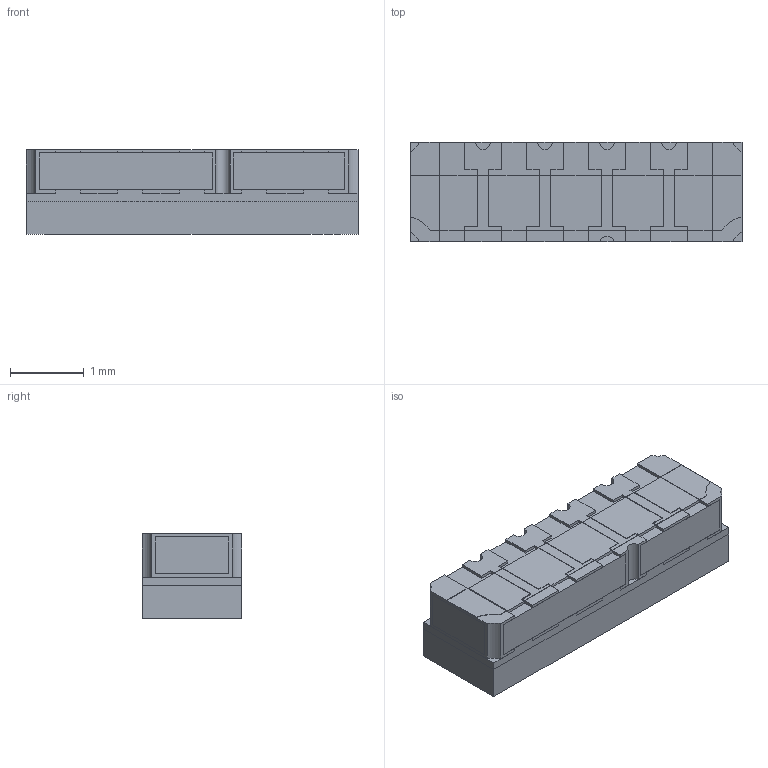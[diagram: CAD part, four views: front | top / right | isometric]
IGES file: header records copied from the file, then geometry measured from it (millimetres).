
Start section: Elysium IGES Interface
Global section: file name: 64H1318F.igs; native system: CoCreate Modeling 17.0  01-Apr-2010; preprocessor: CoCreate IGES_3D V2.2; author: Unknown; organization: Unknown; date: 20120926.131459; units: millimetre
Bounding box: 4.5 x 1.35 x 1.15 mm (x, y, z)
Volume: 6.8 mm3; surface area: 75.5 mm2
Topology: 11 solids, 11 shells, 331 faces, 942 edges, 626 vertices
Faces by surface type: bspline 331
